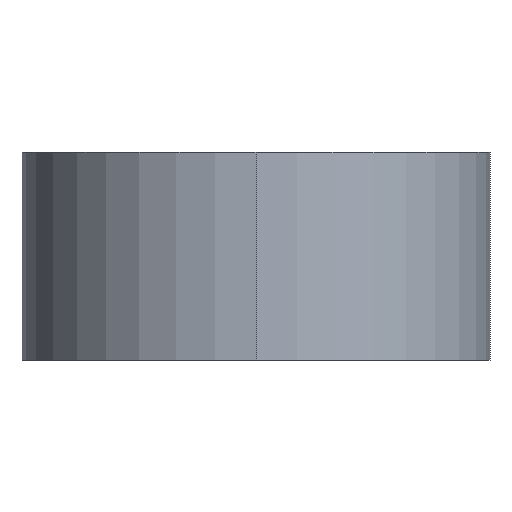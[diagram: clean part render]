
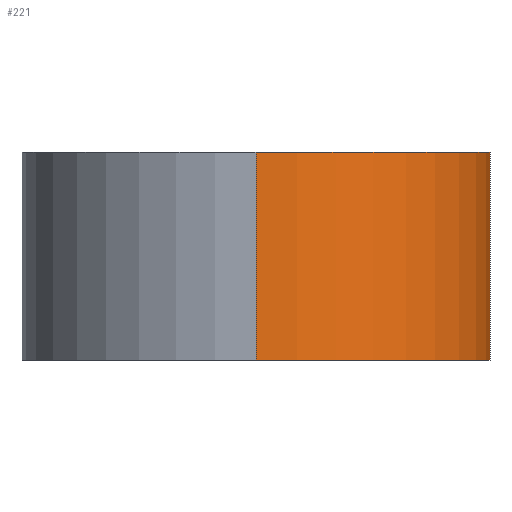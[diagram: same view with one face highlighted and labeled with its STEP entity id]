
A CAD part, left-side view. The second image highlights one B-rep face of the part: STEP entity #221.
In plain terms, the highlighted cylindrical face has radius 22.5 mm (diameter 45 mm), a partial arc.
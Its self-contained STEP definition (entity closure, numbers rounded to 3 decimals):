
#18 = DIRECTION ( 'NONE',  ( 1., 0., 0. ) ) ;
#78 = CARTESIAN_POINT ( 'NONE',  ( 0., -22.5, 0. ) ) ;
#128 = CARTESIAN_POINT ( 'NONE',  ( -22.5, 0., 20. ) ) ;
#179 = DIRECTION ( 'NONE',  ( 0., 0., -1. ) ) ;
#199 = DIRECTION ( 'NONE',  ( 1., 0., 0. ) ) ;
#221 = ADVANCED_FACE ( 'NONE', ( #557 ), #1598, .T. ) ;
#243 = VECTOR ( 'NONE', #179, 1000. ) ;
#269 = VERTEX_POINT ( 'NONE', #1356 ) ;
#288 = DIRECTION ( 'NONE',  ( 0., 0., -1. ) ) ;
#374 = AXIS2_PLACEMENT_3D ( 'NONE', #670, #1368, #18 ) ;
#402 = DIRECTION ( 'NONE',  ( -1., 0., 0. ) ) ;
#474 = ORIENTED_EDGE ( 'NONE', *, *, #1616, .F. ) ;
#504 = EDGE_CURVE ( 'NONE', #751, #848, #1188, .T. ) ;
#557 = FACE_OUTER_BOUND ( 'NONE', #1515, .T. ) ;
#560 = CARTESIAN_POINT ( 'NONE',  ( 0., -22.5, 20. ) ) ;
#647 = VECTOR ( 'NONE', #1358, 1000. ) ;
#670 = CARTESIAN_POINT ( 'NONE',  ( 0., 0., 0. ) ) ;
#705 = DIRECTION ( 'NONE',  ( 0., 0., 1. ) ) ;
#716 = CARTESIAN_POINT ( 'NONE',  ( -22.5, 0., 20. ) ) ;
#751 = VERTEX_POINT ( 'NONE', #560 ) ;
#755 = VERTEX_POINT ( 'NONE', #128 ) ;
#817 = CARTESIAN_POINT ( 'NONE',  ( 0., -22.5, 20. ) ) ;
#848 = VERTEX_POINT ( 'NONE', #78 ) ;
#858 = AXIS2_PLACEMENT_3D ( 'NONE', #1662, #705, #199 ) ;
#867 = ORIENTED_EDGE ( 'NONE', *, *, #993, .T. ) ;
#885 = EDGE_CURVE ( 'NONE', #755, #269, #1373, .T. ) ;
#953 = ORIENTED_EDGE ( 'NONE', *, *, #504, .F. ) ;
#993 = EDGE_CURVE ( 'NONE', #269, #848, #1131, .T. ) ;
#1084 = CARTESIAN_POINT ( 'NONE',  ( 0., 0., 20. ) ) ;
#1131 = CIRCLE ( 'NONE', #374, 22.5 ) ;
#1188 = LINE ( 'NONE', #817, #647 ) ;
#1253 = CIRCLE ( 'NONE', #858, 22.5 ) ;
#1266 = ORIENTED_EDGE ( 'NONE', *, *, #885, .T. ) ;
#1356 = CARTESIAN_POINT ( 'NONE',  ( -22.5, 0., 0. ) ) ;
#1358 = DIRECTION ( 'NONE',  ( 0., 0., -1. ) ) ;
#1368 = DIRECTION ( 'NONE',  ( 0., 0., 1. ) ) ;
#1373 = LINE ( 'NONE', #716, #243 ) ;
#1435 = AXIS2_PLACEMENT_3D ( 'NONE', #1084, #288, #402 ) ;
#1515 = EDGE_LOOP ( 'NONE', ( #474, #1266, #867, #953 ) ) ;
#1598 = CYLINDRICAL_SURFACE ( 'NONE', #1435, 22.5 ) ;
#1616 = EDGE_CURVE ( 'NONE', #755, #751, #1253, .T. ) ;
#1662 = CARTESIAN_POINT ( 'NONE',  ( 0., 0., 20. ) ) ;
